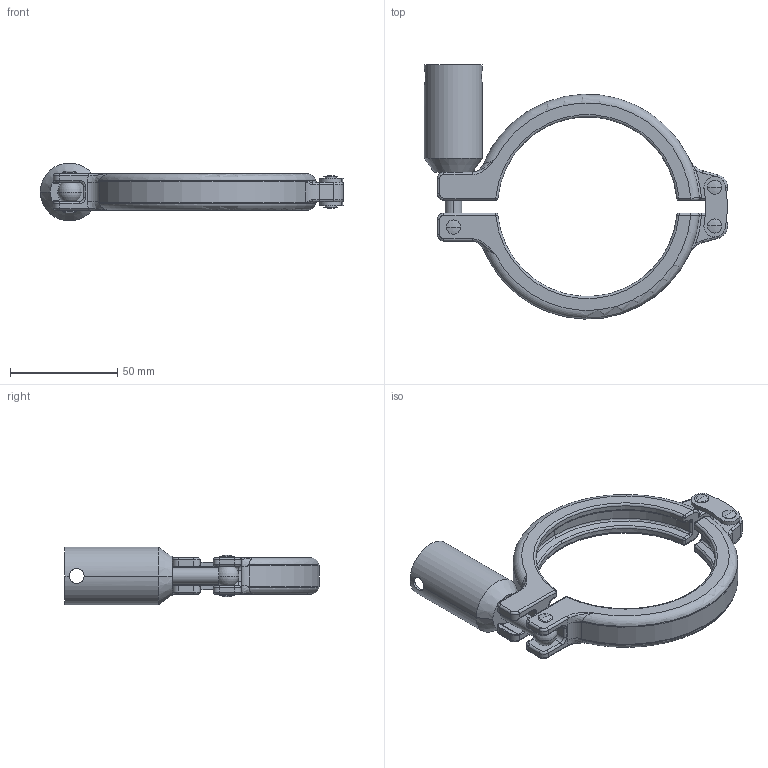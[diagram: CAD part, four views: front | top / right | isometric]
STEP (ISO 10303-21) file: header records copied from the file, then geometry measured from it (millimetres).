
FILE_DESCRIPTION (( 'STEP AP214' ), '1' );
FILE_NAME ('CL.SAFS.0300 BLOCK.STEP', '2019-04-16T14:20:47', ( '' ), ( '' ), 'SwSTEP 2.0', 'SolidWorks 2019', '' );
FILE_SCHEMA (( 'AUTOMOTIVE_DESIGN' ));
Length unit declared in the file: millimetre
Products named in the file (1): CL.SAFS.0300 BLOCK
Bounding box: 141.11 x 118.33 x 27 mm (x, y, z)
Volume: 59613.3 mm3; surface area: 31989.9 mm2
Topology: 3 solids, 3 shells, 386 faces, 909 edges, 517 vertices
Faces by surface type: cylinder 155, torus 75, plane 56, bspline 48, sphere 36, cone 16
Entity records: 13334 total; most frequent: CARTESIAN_POINT 4636, DIRECTION 1934, ORIENTED_EDGE 1768, EDGE_CURVE 884, AXIS2_PLACEMENT_3D 834, VERTEX_POINT 516, CIRCLE 495, EDGE_LOOP 412
